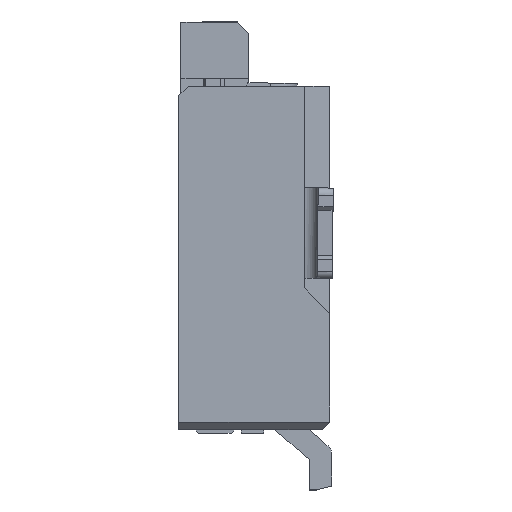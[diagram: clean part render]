
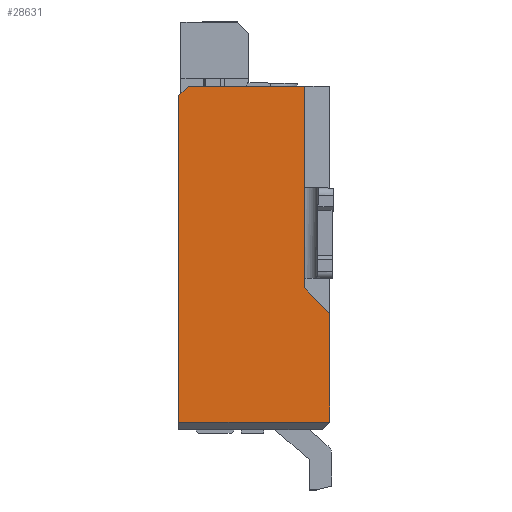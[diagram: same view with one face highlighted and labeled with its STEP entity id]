
A CAD part, left-side view. The second image highlights one B-rep face of the part: STEP entity #28631.
In plain terms, the highlighted planar face has unit normal (-1, 0, 0).
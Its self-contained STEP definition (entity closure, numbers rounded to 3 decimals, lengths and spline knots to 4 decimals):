
#4834 = AXIS2_PLACEMENT_3D ( 'NONE', #10328, #10338, #10339 ) ;
#9128 = FACE_OUTER_BOUND ( 'NONE', #17140, .T. ) ;
#10328 = CARTESIAN_POINT ( 'NONE',  ( -17.34, -1.95, 2.58 ) ) ;
#10333 = PLANE ( 'NONE',  #4834 ) ;
#10338 = DIRECTION ( 'NONE',  ( -1., 0., 0. ) ) ;
#10339 = DIRECTION ( 'NONE',  ( 0., 0., 1. ) ) ;
#14394 = CARTESIAN_POINT ( 'NONE',  ( -17.34, -1.98, 1.55 ) ) ;
#14395 = DIRECTION ( 'NONE',  ( 0., 0.689, 0.725 ) ) ;
#15109 = LINE ( 'NONE', #14394, #15110 ) ;
#15110 = VECTOR ( 'NONE', #14395, 1000. ) ;
#15179 = LINE ( 'NONE', #16002, #15180 ) ;
#15180 = VECTOR ( 'NONE', #16003, 1000. ) ;
#15235 = LINE ( 'NONE', #16082, #15236 ) ;
#15236 = VECTOR ( 'NONE', #16083, 1000. ) ;
#15264 = LINE ( 'NONE', #16116, #15265 ) ;
#15265 = VECTOR ( 'NONE', #16117, 1000. ) ;
#15274 = LINE ( 'NONE', #16125, #15275 ) ;
#15275 = VECTOR ( 'NONE', #16126, 1000. ) ;
#15276 = LINE ( 'NONE', #16127, #15277 ) ;
#15277 = VECTOR ( 'NONE', #16128, 1000. ) ;
#15278 = LINE ( 'NONE', #16129, #15279 ) ;
#15279 = VECTOR ( 'NONE', #16130, 1000. ) ;
#15280 = LINE ( 'NONE', #16131, #15281 ) ;
#15281 = VECTOR ( 'NONE', #16132, 1000. ) ;
#16002 = CARTESIAN_POINT ( 'NONE',  ( -17.34, -1.669, 4.55 ) ) ;
#16003 = DIRECTION ( 'NONE',  ( 0., 0., -1. ) ) ;
#16082 = CARTESIAN_POINT ( 'NONE',  ( -17.34, -1.95, 1.55 ) ) ;
#16083 = DIRECTION ( 'NONE',  ( 0., 1., 0. ) ) ;
#16116 = CARTESIAN_POINT ( 'NONE',  ( -17.34, 0., 2.58 ) ) ;
#16117 = DIRECTION ( 'NONE',  ( 0., 0., -1. ) ) ;
#16125 = CARTESIAN_POINT ( 'NONE',  ( -17.34, -0.13, 4.55 ) ) ;
#16126 = DIRECTION ( 'NONE',  ( 0., 0.707, -0.707 ) ) ;
#16127 = CARTESIAN_POINT ( 'NONE',  ( -17.34, -2., 2.58 ) ) ;
#16128 = DIRECTION ( 'NONE',  ( 0., 0., 1. ) ) ;
#16129 = CARTESIAN_POINT ( 'NONE',  ( -17.34, -1.95, 4.55 ) ) ;
#16130 = DIRECTION ( 'NONE',  ( 0., 1., 0. ) ) ;
#16131 = CARTESIAN_POINT ( 'NONE',  ( -17.34, -1.95, 0.1 ) ) ;
#16132 = DIRECTION ( 'NONE',  ( 0., -1., 0. ) ) ;
#17140 = EDGE_LOOP ( 'NONE', ( #53797, #53799, #53801, #53803, #53805, #53807, #53809, #53811 ) ) ;
#20234 = VERTEX_POINT ( 'NONE', #74917 ) ;
#20236 = VERTEX_POINT ( 'NONE', #74919 ) ;
#20258 = VERTEX_POINT ( 'NONE', #74941 ) ;
#20286 = VERTEX_POINT ( 'NONE', #74969 ) ;
#20287 = VERTEX_POINT ( 'NONE', #74970 ) ;
#20296 = VERTEX_POINT ( 'NONE', #74979 ) ;
#20299 = VERTEX_POINT ( 'NONE', #74982 ) ;
#20300 = VERTEX_POINT ( 'NONE', #74983 ) ;
#28631 = ADVANCED_FACE ( 'NONE', ( #9128 ), #10333, .T. ) ;
#37758 = EDGE_CURVE ( 'NONE', #20236, #20234, #15109, .T. ) ;
#37793 = EDGE_CURVE ( 'NONE', #20258, #20234, #15179, .T. ) ;
#37827 = EDGE_CURVE ( 'NONE', #20287, #20236, #15235, .T. ) ;
#37843 = EDGE_CURVE ( 'NONE', #20299, #20300, #15264, .T. ) ;
#37848 = EDGE_CURVE ( 'NONE', #20296, #20299, #15274, .T. ) ;
#37849 = EDGE_CURVE ( 'NONE', #20286, #20287, #15276, .T. ) ;
#37850 = EDGE_CURVE ( 'NONE', #20258, #20296, #15278, .T. ) ;
#37851 = EDGE_CURVE ( 'NONE', #20300, #20286, #15280, .T. ) ;
#53797 = ORIENTED_EDGE ( 'NONE', *, *, #37758, .T. ) ;
#53799 = ORIENTED_EDGE ( 'NONE', *, *, #37793, .F. ) ;
#53801 = ORIENTED_EDGE ( 'NONE', *, *, #37850, .T. ) ;
#53803 = ORIENTED_EDGE ( 'NONE', *, *, #37848, .T. ) ;
#53805 = ORIENTED_EDGE ( 'NONE', *, *, #37843, .T. ) ;
#53807 = ORIENTED_EDGE ( 'NONE', *, *, #37851, .T. ) ;
#53809 = ORIENTED_EDGE ( 'NONE', *, *, #37849, .T. ) ;
#53811 = ORIENTED_EDGE ( 'NONE', *, *, #37827, .T. ) ;
#74917 = CARTESIAN_POINT ( 'NONE',  ( -17.34, -1.669, 1.8774 ) ) ;
#74919 = CARTESIAN_POINT ( 'NONE',  ( -17.34, -1.98, 1.55 ) ) ;
#74941 = CARTESIAN_POINT ( 'NONE',  ( -17.34, -1.669, 4.55 ) ) ;
#74969 = CARTESIAN_POINT ( 'NONE',  ( -17.34, -2., 0.1 ) ) ;
#74970 = CARTESIAN_POINT ( 'NONE',  ( -17.34, -2., 1.55 ) ) ;
#74979 = CARTESIAN_POINT ( 'NONE',  ( -17.34, -0.13, 4.55 ) ) ;
#74982 = CARTESIAN_POINT ( 'NONE',  ( -17.34, 0., 4.42 ) ) ;
#74983 = CARTESIAN_POINT ( 'NONE',  ( -17.34, 0., 0.1 ) ) ;
